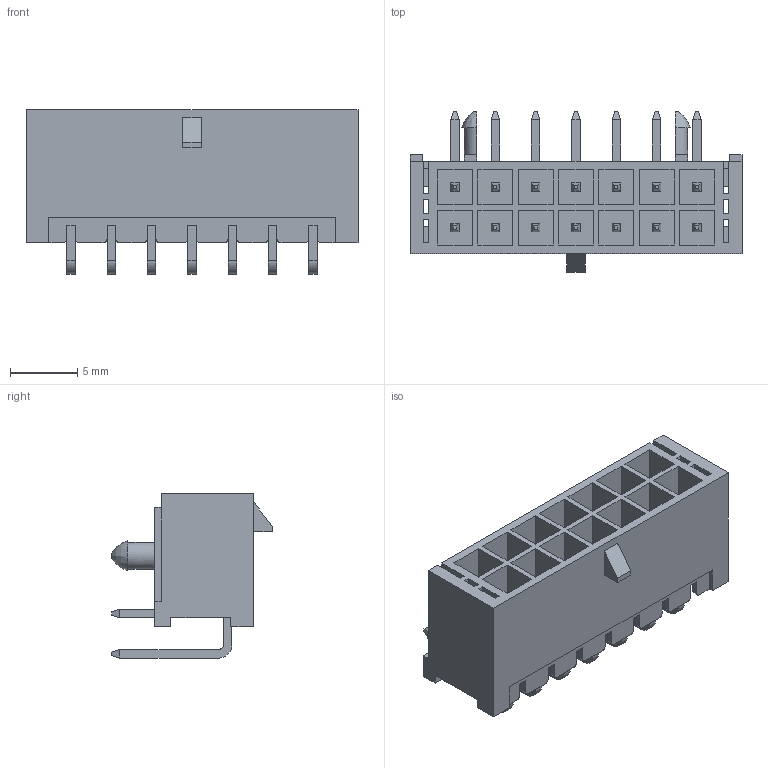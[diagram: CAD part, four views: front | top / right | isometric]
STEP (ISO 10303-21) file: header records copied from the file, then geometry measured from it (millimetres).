
FILE_DESCRIPTION( ( 'Unknown' ), '1' );
FILE_NAME( '66201421022.stp', 'Unknown', ( 'Quentin LAIDEBEUR' ), ( 'WE' ), 'PSStep 15.0.49', 'Sample-box', ' ' );
FILE_SCHEMA( ( 'AUTOMOTIVE_DESIGN { 1 0 10303 214 1 1 1 1 }' ) );
Length unit declared in the file: millimetre
Products named in the file (4): Assem1; 662014235922; 6620xx21022_PIN_COURTE; 6620xx21022_PIN_LONGUE
Assembly tree (15 placements, depth 2):
  Assem1
    662014235922
    6620xx21022_PIN_COURTE  x7
    6620xx21022_PIN_LONGUE  x7
Bounding box: 24.7 x 11.96 x 12.22 mm (x, y, z)
Volume: 925.5 mm3; surface area: 2850.4 mm2
Topology: 15 solids, 15 shells, 585 faces, 1572 edges, 1010 vertices
Faces by surface type: plane 525, cylinder 58, bspline 2
Entity records: 15340 total; most frequent: CARTESIAN_POINT 2229, ORIENTED_EDGE 2184, DIRECTION 1936, EDGE_CURVE 1092, LINE 1014, VECTOR 1014, VERTEX_POINT 722, AXIS2_PLACEMENT_3D 461
